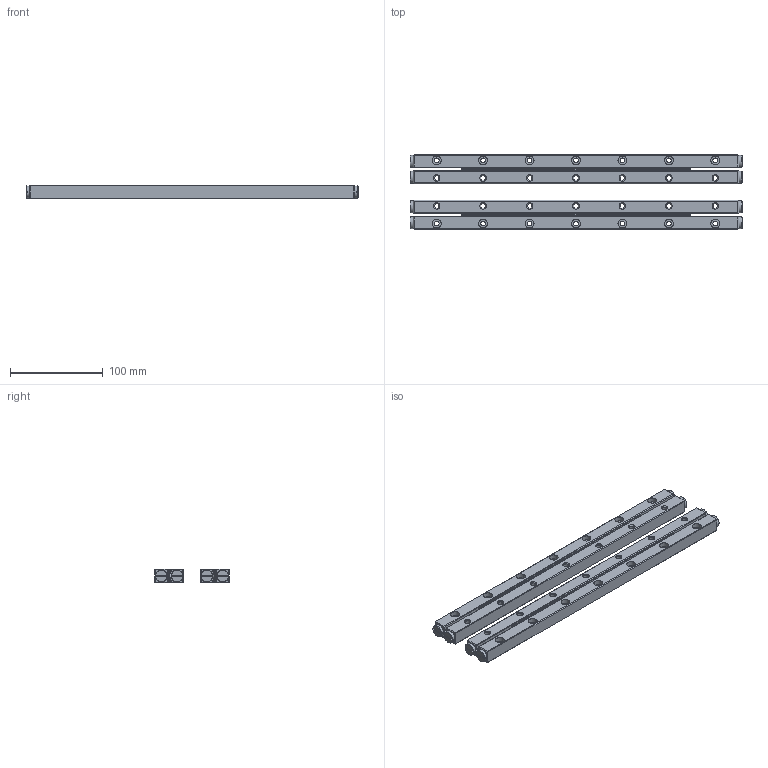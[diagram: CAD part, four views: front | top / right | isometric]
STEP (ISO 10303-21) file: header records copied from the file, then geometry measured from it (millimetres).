
FILE_DESCRIPTION(/* description */ (''),/* implementation_level */ '2;1');
FILE_NAME(/* name */ 'Set RSD-6350x27AA.stp',/* time_stamp */ '2018-12-06T19:33:21+01:00',/* author */ (''),/* organization */ (''),/* preprocessor_version */ 'ST-DEVELOPER v16.7',/* originating_system */ 'SIEMENS PLM Software NX 12.0',/* authorisation */ '');
FILE_SCHEMA (('AUTOMOTIVE_DESIGN { 1 0 10303 214 3 1 1 1 }'));
Length unit declared in the file: millimetre
Products named in the file (6): 019795_A_4-Roller Ø6x5.8; 022451_A_4-Body Cage R6x27AA; 011470_A_2-Endscrew GA 6; 008181_C_2-RSD-6350; 024279_A_7-Roller Cage R6x27AA Assy; 043494_A_1-Set RSD-6350x27AA
Assembly tree (42 placements, depth 3):
  043494_A_1-Set RSD-6350x27AA
    008181_C_2-RSD-6350  x4
    024279_A_7-Roller Cage R6x27AA Assy  x2
      022451_A_4-Body Cage R6x27AA
      019795_A_4-Roller Ø6x5.8
    011470_A_2-Endscrew GA 6  x8
Bounding box: 357.4 x 80 x 15 mm (x, y, z)
Volume: 278992 mm3; surface area: 117822.4 mm2
Topology: 68 solids, 68 shells, 2290 faces, 5852 edges, 3734 vertices
Faces by surface type: plane 1172, cylinder 906, cone 212
Full cylindrical faces by diameter (mm): 4.3 x8, 5 x8, 5.2 x36, 6 x54, 9.5 x28, 13 x8
Entity records: 28529 total; most frequent: DIRECTION 5102, CARTESIAN_POINT 4881, ORIENTED_EDGE 4764, EDGE_CURVE 2382, AXIS2_PLACEMENT_3D 1775, LINE 1552, VECTOR 1552, VERTEX_POINT 1538
